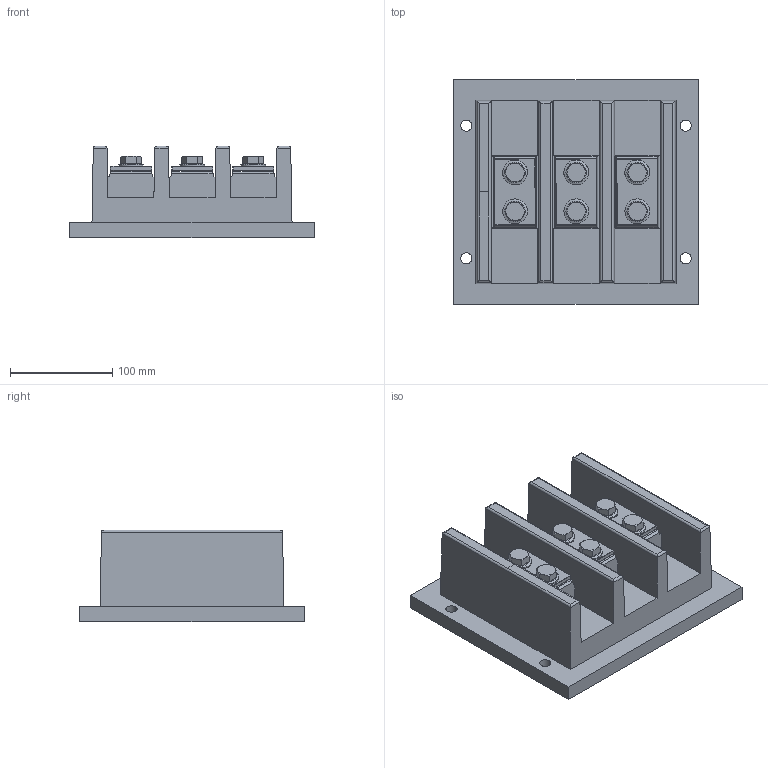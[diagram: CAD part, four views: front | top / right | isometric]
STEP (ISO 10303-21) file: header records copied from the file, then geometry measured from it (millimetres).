
FILE_DESCRIPTION(('CATIA V5 STEP Exchange','CAx-IF Rec.Pracs.--- Model Styling and Organization---1.5--- 2016-08-15','CAx-IF Rec.Pracs.---Supplemental Geometry---1.0---2011-11-01','CAx-IF Rec.Pracs.--- Composite Materials ---1.1---2010-07-15'),'2;1');
FILE_NAME ('285406-2_0', '2024-08-09T08:17:35+00:00', ('none'), ('Weidmueller'), 'CATIA Version 5-6 Release 2022 SP4 HF5', 'CATIA V5 STEP AP214 v3', 'none');
FILE_SCHEMA(('AUTOMOTIVE_DESIGN { 1 0 10303 214 1 1 1 1 }'));
Length unit declared in the file: millimetre
Products named in the file (1): 2540690000_65637_HV2700_3-M12 F
Bounding box: 240 x 220 x 90 mm (x, y, z)
Volume: 2419987.1 mm3; surface area: 251885.1 mm2
Topology: 1 solids, 13 shells, 504 faces, 1199 edges, 752 vertices
Faces by surface type: plane 216, cylinder 144, cone 84, sphere 48, torus 12
Entity records: 15116 total; most frequent: CARTESIAN_POINT 4123, ORIENTED_EDGE 2398, DIRECTION 1628, EDGE_CURVE 1199, VERTEX_POINT 752, AXIS2_PLACEMENT_3D 675, VECTOR 669, LINE 669
